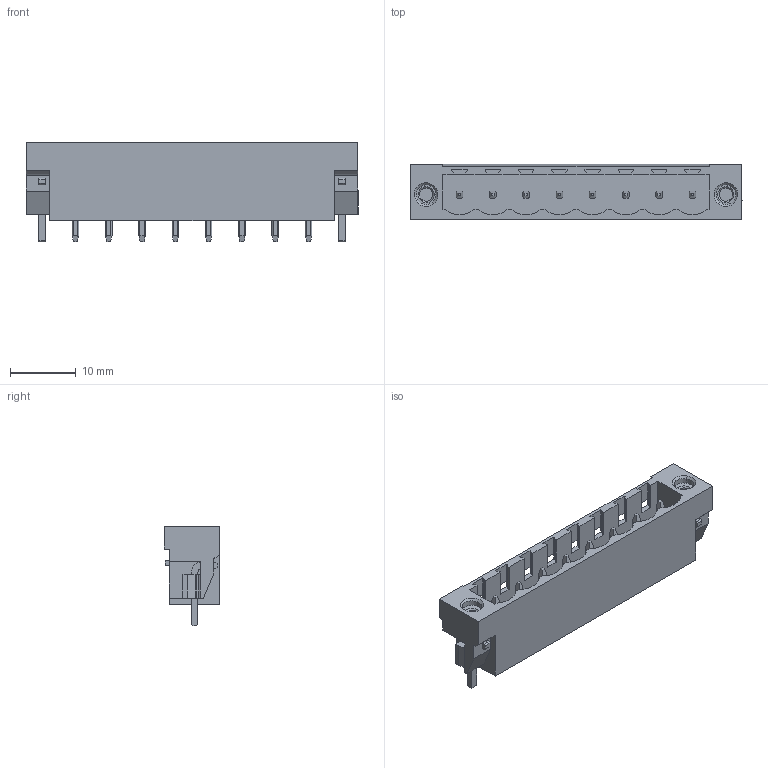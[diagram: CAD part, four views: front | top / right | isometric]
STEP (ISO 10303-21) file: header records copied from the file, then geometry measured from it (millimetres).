
FILE_DESCRIPTION(('CATIA V5 STEP Exchange','CAx-IF Rec.Pracs.--- Model Styling and Organization---1.2---2011-12-15'),'2;1');
FILE_NAME ('D1449232_0', '2018-10-25T08:14:33+00:00', ('none'), ('Weidmueller'), 'CATIA Version 5-6 Release 2014', 'CATIA V5 STEP AP214', 'none');
FILE_SCHEMA(('AUTOMOTIVE_DESIGN { 1 0 10303 214 1 1 1 1 }'));
Length unit declared in the file: millimetre
Products named in the file (1): 1149420000
Bounding box: 50.64 x 8.43 x 15.2 mm (x, y, z)
Volume: 2431.8 mm3; surface area: 4080.8 mm2
Topology: 13 solids, 13 shells, 455 faces, 1328 edges, 883 vertices
Faces by surface type: plane 347, cylinder 96, cone 12
Entity records: 13995 total; most frequent: CARTESIAN_POINT 2935, ORIENTED_EDGE 2656, DIRECTION 1686, EDGE_CURVE 1328, VECTOR 996, LINE 996, VERTEX_POINT 883, EDGE_LOOP 483
